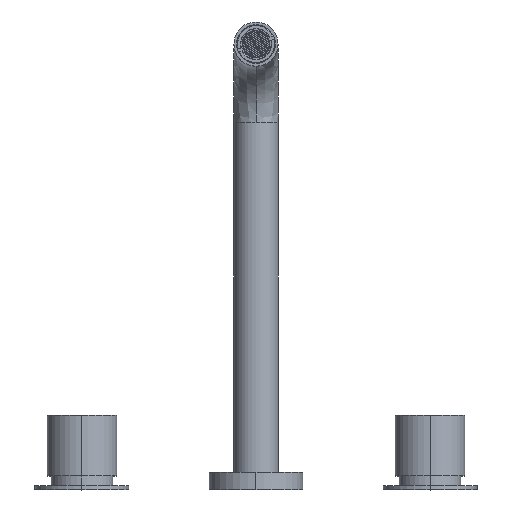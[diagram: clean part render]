
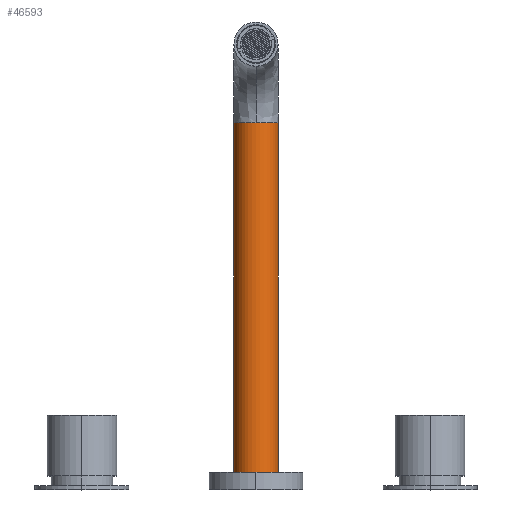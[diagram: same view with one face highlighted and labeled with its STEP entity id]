
A CAD part, top view. The second image highlights one B-rep face of the part: STEP entity #46593.
In plain terms, the highlighted cylindrical face has radius 12.7 mm (diameter 25.4 mm), a partial arc.
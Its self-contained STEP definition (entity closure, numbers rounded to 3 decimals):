
#636 = AXIS2_PLACEMENT_3D ( 'NONE', #31172, #8834, #34888 ) ;
#1693 = CIRCLE ( 'NONE', #636, 12.7 ) ;
#1826 = ORIENTED_EDGE ( 'NONE', *, *, #40360, .T. ) ;
#3735 = CARTESIAN_POINT ( 'NONE',  ( -112.7, 249.88, 0. ) ) ;
#8834 = DIRECTION ( 'NONE',  ( 0., -1., 0. ) ) ;
#9981 = ORIENTED_EDGE ( 'NONE', *, *, #45101, .T. ) ;
#12276 = DIRECTION ( 'NONE',  ( 0., -1., 0. ) ) ;
#12450 = CARTESIAN_POINT ( 'NONE',  ( -112.7, 44.88, 0. ) ) ;
#12757 = VERTEX_POINT ( 'NONE', #48135 ) ;
#14791 = CARTESIAN_POINT ( 'NONE',  ( -100., 44.88, 0. ) ) ;
#14939 = CARTESIAN_POINT ( 'NONE',  ( -100., 249.88, 0. ) ) ;
#15093 = EDGE_CURVE ( 'NONE', #21156, #12757, #25484, .T. ) ;
#16009 = EDGE_CURVE ( 'NONE', #21156, #47636, #30678, .T. ) ;
#17106 = CYLINDRICAL_SURFACE ( 'NONE', #48334, 12.7 ) ;
#17606 = DIRECTION ( 'NONE',  ( 0., -1., 0. ) ) ;
#18561 = DIRECTION ( 'NONE',  ( 1., 0., 0. ) ) ;
#18721 = DIRECTION ( 'NONE',  ( 1., 0., 0. ) ) ;
#18836 = EDGE_LOOP ( 'NONE', ( #1826, #9981, #46423, #33750, #27739 ) ) ;
#19814 = DIRECTION ( 'NONE',  ( 1., 0., 0. ) ) ;
#21156 = VERTEX_POINT ( 'NONE', #45288 ) ;
#23890 = VERTEX_POINT ( 'NONE', #3735 ) ;
#24150 = CIRCLE ( 'NONE', #31183, 12.7 ) ;
#24874 = LINE ( 'NONE', #32622, #43560 ) ;
#25484 = LINE ( 'NONE', #39053, #44139 ) ;
#27739 = ORIENTED_EDGE ( 'NONE', *, *, #16009, .T. ) ;
#27792 = DIRECTION ( 'NONE',  ( 0., -1., 0. ) ) ;
#28079 = EDGE_CURVE ( 'NONE', #46615, #12757, #24150, .T. ) ;
#30678 = CIRCLE ( 'NONE', #46082, 12.7 ) ;
#31172 = CARTESIAN_POINT ( 'NONE',  ( -100., 249.88, 0. ) ) ;
#31183 = AXIS2_PLACEMENT_3D ( 'NONE', #14791, #40920, #18561 ) ;
#32622 = CARTESIAN_POINT ( 'NONE',  ( -112.7, 159.88, 0. ) ) ;
#33750 = ORIENTED_EDGE ( 'NONE', *, *, #15093, .F. ) ;
#34888 = DIRECTION ( 'NONE',  ( 1., 0., 0. ) ) ;
#36784 = CARTESIAN_POINT ( 'NONE',  ( -100., 249.88, 12.7 ) ) ;
#38398 = CARTESIAN_POINT ( 'NONE',  ( -100., 159.88, 0. ) ) ;
#39053 = CARTESIAN_POINT ( 'NONE',  ( -87.3, 159.88, 0. ) ) ;
#40360 = EDGE_CURVE ( 'NONE', #47636, #23890, #1693, .T. ) ;
#40920 = DIRECTION ( 'NONE',  ( 0., 1., 0. ) ) ;
#41070 = DIRECTION ( 'NONE',  ( 0., -1., 0. ) ) ;
#43560 = VECTOR ( 'NONE', #17606, 1000. ) ;
#44139 = VECTOR ( 'NONE', #27792, 1000. ) ;
#45101 = EDGE_CURVE ( 'NONE', #23890, #46615, #24874, .T. ) ;
#45288 = CARTESIAN_POINT ( 'NONE',  ( -87.3, 249.88, 0. ) ) ;
#46082 = AXIS2_PLACEMENT_3D ( 'NONE', #14939, #41070, #18721 ) ;
#46423 = ORIENTED_EDGE ( 'NONE', *, *, #28079, .T. ) ;
#46593 = ADVANCED_FACE ( 'NONE', ( #46872 ), #17106, .T. ) ;
#46615 = VERTEX_POINT ( 'NONE', #12450 ) ;
#46872 = FACE_OUTER_BOUND ( 'NONE', #18836, .T. ) ;
#47636 = VERTEX_POINT ( 'NONE', #36784 ) ;
#48135 = CARTESIAN_POINT ( 'NONE',  ( -87.3, 44.88, 0. ) ) ;
#48334 = AXIS2_PLACEMENT_3D ( 'NONE', #38398, #12276, #19814 ) ;
